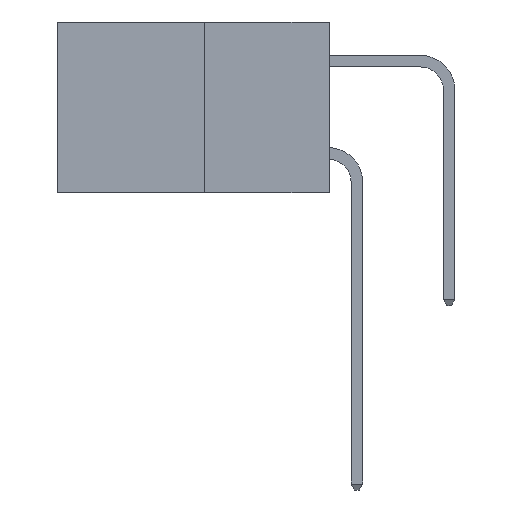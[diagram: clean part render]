
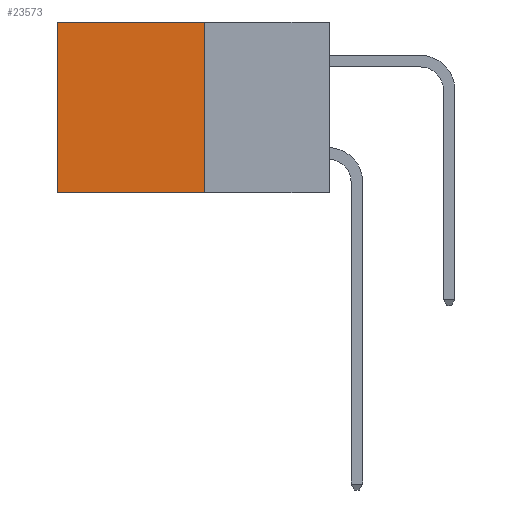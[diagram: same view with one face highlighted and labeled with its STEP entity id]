
A CAD part, left-side view. The second image highlights one B-rep face of the part: STEP entity #23573.
In plain terms, the highlighted planar face has unit normal (-1, 0, 0).
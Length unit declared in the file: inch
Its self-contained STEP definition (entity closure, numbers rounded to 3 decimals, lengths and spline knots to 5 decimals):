
#56 = DIRECTION ( 'NONE',  ( 0., 0., -1. ) ) ;
#491 = CARTESIAN_POINT ( 'NONE',  ( 0.277, 0.27, 0. ) ) ;
#2359 = AXIS2_PLACEMENT_3D ( 'NONE', #6343, #8329, #21806 ) ;
#2504 = LINE ( 'NONE', #8195, #12460 ) ;
#2522 = DIRECTION ( 'NONE',  ( 0., 1., 0. ) ) ;
#3475 = VERTEX_POINT ( 'NONE', #24182 ) ;
#4290 = PLANE ( 'NONE',  #2359 ) ;
#6265 = FACE_OUTER_BOUND ( 'NONE', #8788, .T. ) ;
#6343 = CARTESIAN_POINT ( 'NONE',  ( 0.277, 0.27, -0.37 ) ) ;
#7017 = VECTOR ( 'NONE', #56, 39.37008 ) ;
#7052 = CARTESIAN_POINT ( 'NONE',  ( 0.277, 0.27, -0.37 ) ) ;
#7068 = VERTEX_POINT ( 'NONE', #8694 ) ;
#7474 = LINE ( 'NONE', #491, #17178 ) ;
#7543 = CARTESIAN_POINT ( 'NONE',  ( 0.277, 0.59, -0.37 ) ) ;
#8061 = CARTESIAN_POINT ( 'NONE',  ( 0.277, 0.59, -0.37 ) ) ;
#8195 = CARTESIAN_POINT ( 'NONE',  ( 0.277, 0.27, -0.37 ) ) ;
#8329 = DIRECTION ( 'NONE',  ( 1., 0., 0. ) ) ;
#8694 = CARTESIAN_POINT ( 'NONE',  ( 0.277, 0.27, 0. ) ) ;
#8788 = EDGE_LOOP ( 'NONE', ( #14092, #20917, #19023, #10889 ) ) ;
#8964 = DIRECTION ( 'NONE',  ( 0., 0., -1. ) ) ;
#10889 = ORIENTED_EDGE ( 'NONE', *, *, #12359, .T. ) ;
#11825 = EDGE_CURVE ( 'NONE', #7068, #25237, #21392, .T. ) ;
#12359 = EDGE_CURVE ( 'NONE', #7068, #3475, #7474, .T. ) ;
#12460 = VECTOR ( 'NONE', #23592, 39.37008 ) ;
#12801 = LINE ( 'NONE', #8061, #7017 ) ;
#14092 = ORIENTED_EDGE ( 'NONE', *, *, #22771, .T. ) ;
#15094 = VECTOR ( 'NONE', #8964, 39.37008 ) ;
#16317 = VERTEX_POINT ( 'NONE', #7543 ) ;
#16511 = EDGE_CURVE ( 'NONE', #25237, #16317, #2504, .T. ) ;
#17178 = VECTOR ( 'NONE', #2522, 39.37008 ) ;
#19023 = ORIENTED_EDGE ( 'NONE', *, *, #11825, .F. ) ;
#20917 = ORIENTED_EDGE ( 'NONE', *, *, #16511, .F. ) ;
#21392 = LINE ( 'NONE', #24337, #15094 ) ;
#21806 = DIRECTION ( 'NONE',  ( 0., 0., -1. ) ) ;
#22771 = EDGE_CURVE ( 'NONE', #3475, #16317, #12801, .T. ) ;
#23573 = ADVANCED_FACE ( 'NONE', ( #6265 ), #4290, .F. ) ;
#23592 = DIRECTION ( 'NONE',  ( 0., 1., 0. ) ) ;
#24182 = CARTESIAN_POINT ( 'NONE',  ( 0.277, 0.59, 0. ) ) ;
#24337 = CARTESIAN_POINT ( 'NONE',  ( 0.277, 0.27, -0.37 ) ) ;
#25237 = VERTEX_POINT ( 'NONE', #7052 ) ;
